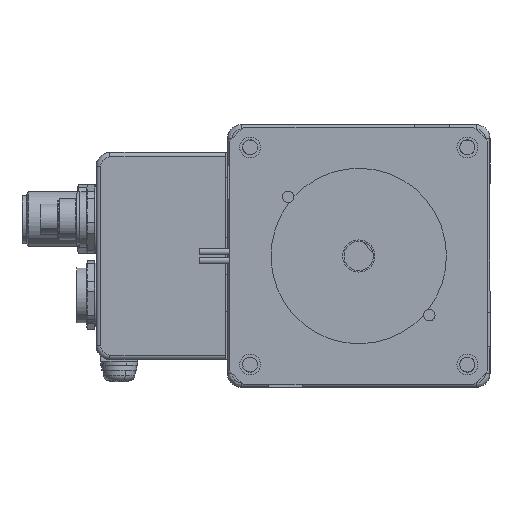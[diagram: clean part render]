
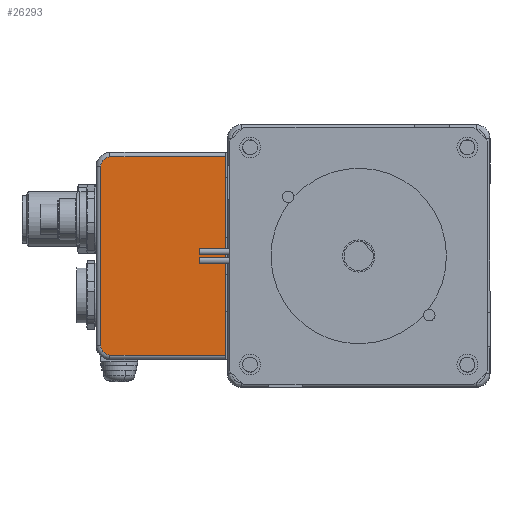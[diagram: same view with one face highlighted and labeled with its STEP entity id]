
A CAD part, left-side view. The second image highlights one B-rep face of the part: STEP entity #26293.
In plain terms, the highlighted planar face has unit normal (-1, 0, 0).
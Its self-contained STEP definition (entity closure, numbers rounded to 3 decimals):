
#3973 = EDGE_CURVE ( 'NONE', #120402, #79686, #18895, .T. ) ;
#7672 = VERTEX_POINT ( 'NONE', #91527 ) ;
#9492 = EDGE_CURVE ( 'NONE', #84796, #51212, #51636, .T. ) ;
#10245 = CARTESIAN_POINT ( 'NONE',  ( -47., 84.5, -48. ) ) ;
#18512 = ORIENTED_EDGE ( 'NONE', *, *, #75143, .T. ) ;
#18782 = AXIS2_PLACEMENT_3D ( 'NONE', #108680, #77931, #108251 ) ;
#18895 = LINE ( 'NONE', #86882, #81048 ) ;
#24080 = DIRECTION ( 'NONE',  ( -1., 0., 0. ) ) ;
#26293 = ADVANCED_FACE ( 'NONE', ( #75119 ), #37446, .F. ) ;
#28180 = CARTESIAN_POINT ( 'NONE',  ( -47., 82.5, -7. ) ) ;
#28279 = LINE ( 'NONE', #117554, #34686 ) ;
#32210 = AXIS2_PLACEMENT_3D ( 'NONE', #127523, #126634, #46361 ) ;
#33929 = CARTESIAN_POINT ( 'NONE',  ( -47., 82.5, -9. ) ) ;
#34686 = VECTOR ( 'NONE', #97498, 1000. ) ;
#37446 = PLANE ( 'NONE',  #18782 ) ;
#38977 = CARTESIAN_POINT ( 'NONE',  ( -47., 84.5, -9. ) ) ;
#44729 = CARTESIAN_POINT ( 'NONE',  ( -47., 0., -50. ) ) ;
#46361 = DIRECTION ( 'NONE',  ( 0., 0., -1. ) ) ;
#48051 = CIRCLE ( 'NONE', #32210, 2. ) ;
#51003 = ORIENTED_EDGE ( 'NONE', *, *, #3973, .T. ) ;
#51212 = VERTEX_POINT ( 'NONE', #53884 ) ;
#51585 = LINE ( 'NONE', #28180, #57937 ) ;
#51636 = LINE ( 'NONE', #44729, #72331 ) ;
#52733 = ORIENTED_EDGE ( 'NONE', *, *, #104615, .T. ) ;
#53884 = CARTESIAN_POINT ( 'NONE',  ( -47., 57.5, -50. ) ) ;
#54481 = ORIENTED_EDGE ( 'NONE', *, *, #77839, .F. ) ;
#55006 = DIRECTION ( 'NONE',  ( 0., -1., 0. ) ) ;
#57258 = AXIS2_PLACEMENT_3D ( 'NONE', #33929, #24080, #74901 ) ;
#57937 = VECTOR ( 'NONE', #130256, 1000. ) ;
#72331 = VECTOR ( 'NONE', #55006, 1000. ) ;
#74901 = DIRECTION ( 'NONE',  ( 0., 0., -1. ) ) ;
#75119 = FACE_OUTER_BOUND ( 'NONE', #115255, .T. ) ;
#75143 = EDGE_CURVE ( 'NONE', #79686, #84796, #48051, .T. ) ;
#76205 = DIRECTION ( 'NONE',  ( 0., 0., -1. ) ) ;
#76807 = ORIENTED_EDGE ( 'NONE', *, *, #111664, .T. ) ;
#77839 = EDGE_CURVE ( 'NONE', #7672, #51212, #28279, .T. ) ;
#77931 = DIRECTION ( 'NONE',  ( 1., 0., 0. ) ) ;
#79686 = VERTEX_POINT ( 'NONE', #10245 ) ;
#81048 = VECTOR ( 'NONE', #76205, 1000. ) ;
#84526 = CIRCLE ( 'NONE', #57258, 2. ) ;
#84796 = VERTEX_POINT ( 'NONE', #123669 ) ;
#86882 = CARTESIAN_POINT ( 'NONE',  ( -47., 84.5, 0. ) ) ;
#91527 = CARTESIAN_POINT ( 'NONE',  ( -47., 57.5, -7. ) ) ;
#97498 = DIRECTION ( 'NONE',  ( 0., 0., -1. ) ) ;
#102860 = VERTEX_POINT ( 'NONE', #129359 ) ;
#104615 = EDGE_CURVE ( 'NONE', #102860, #120402, #84526, .T. ) ;
#108251 = DIRECTION ( 'NONE',  ( 0., 0., -1. ) ) ;
#108680 = CARTESIAN_POINT ( 'NONE',  ( -47., 0., 0. ) ) ;
#111664 = EDGE_CURVE ( 'NONE', #7672, #102860, #51585, .T. ) ;
#115255 = EDGE_LOOP ( 'NONE', ( #18512, #117630, #54481, #76807, #52733, #51003 ) ) ;
#117554 = CARTESIAN_POINT ( 'NONE',  ( -47., 57.5, 0. ) ) ;
#117630 = ORIENTED_EDGE ( 'NONE', *, *, #9492, .T. ) ;
#120402 = VERTEX_POINT ( 'NONE', #38977 ) ;
#123669 = CARTESIAN_POINT ( 'NONE',  ( -47., 82.5, -50. ) ) ;
#126634 = DIRECTION ( 'NONE',  ( -1., 0., 0. ) ) ;
#127523 = CARTESIAN_POINT ( 'NONE',  ( -47., 82.5, -48. ) ) ;
#129359 = CARTESIAN_POINT ( 'NONE',  ( -47., 82.5, -7. ) ) ;
#130256 = DIRECTION ( 'NONE',  ( 0., 1., 0. ) ) ;
